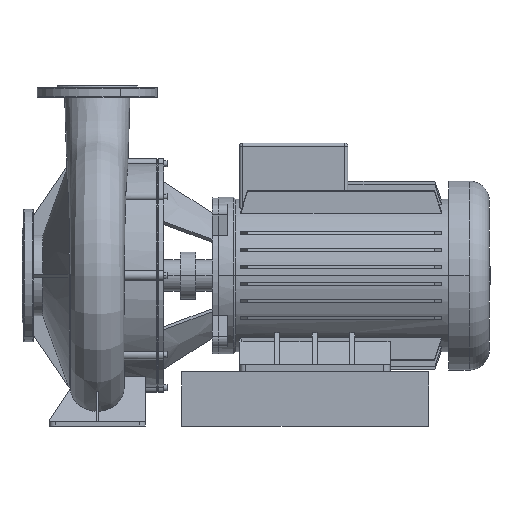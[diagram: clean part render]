
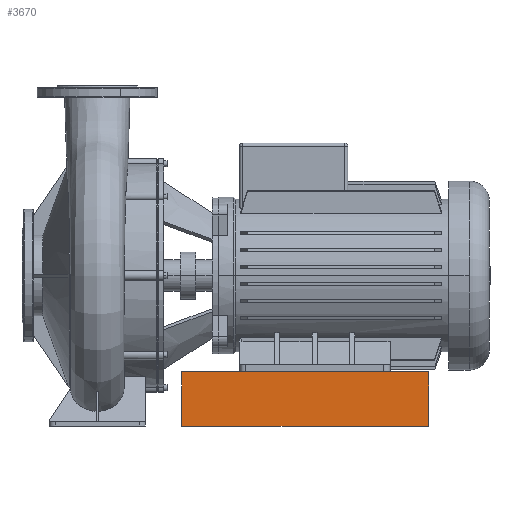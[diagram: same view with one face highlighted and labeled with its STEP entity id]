
A CAD part, front view. The second image highlights one B-rep face of the part: STEP entity #3670.
In plain terms, the highlighted free-form (B-spline) face has degree [1, 1] with [2, 2] control points.
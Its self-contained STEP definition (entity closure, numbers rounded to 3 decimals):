
#3552=CARTESIAN_POINT('',(550.0,-160.,90.0));
#3553=VERTEX_POINT('',#3552);
#3562=CARTESIAN_POINT('',(550.0,-160.,0.0));
#3563=VERTEX_POINT('',#3562);
#3564=CARTESIAN_POINT('',(550.0,-160.,0.0));
#3565=DIRECTION('',(0.0,0.0,1.0));
#3566=VECTOR('',#3565,90.0);
#3567=LINE('',#3564,#3566);
#3568=EDGE_CURVE('',#3563,#3553,#3567,.T.);
#3623=CARTESIAN_POINT('',(140.0,-160.0,90.0));
#3624=VERTEX_POINT('',#3623);
#3632=CARTESIAN_POINT('',(140.0,-160.0,0.0));
#3633=VERTEX_POINT('',#3632);
#3640=CARTESIAN_POINT('',(140.0,-160.0,0.0));
#3641=DIRECTION('',(0.0,0.0,1.0));
#3642=VECTOR('',#3641,90.0);
#3643=LINE('',#3640,#3642);
#3644=EDGE_CURVE('',#3633,#3624,#3643,.T.);
#3649=CARTESIAN_POINT('',(550.0,-160.,0.0));
#3650=CARTESIAN_POINT('',(550.0,-160.,90.0));
#3651=CARTESIAN_POINT('',(140.0,-160.0,0.0));
#3652=CARTESIAN_POINT('',(140.0,-160.0,90.0));
#3653=B_SPLINE_SURFACE_WITH_KNOTS('',1,1,((#3649,#3651),(#3650,#3652)),.UNSPECIFIED.,.F.,.F.,.U.,(2,2),(2,2),(0.0,90.0),(0.0,410.0),.UNSPECIFIED.);
#3654=CARTESIAN_POINT('',(140.0,-160.0,90.0));
#3655=DIRECTION('',(1.0,0.0,0.0));
#3656=VECTOR('',#3655,410.0);
#3657=LINE('',#3654,#3656);
#3658=EDGE_CURVE('',#3624,#3553,#3657,.T.);
#3659=ORIENTED_EDGE('',*,*,#3658,.F.);
#3660=ORIENTED_EDGE('',*,*,#3644,.F.);
#3661=CARTESIAN_POINT('',(140.0,-160.0,0.0));
#3662=DIRECTION('',(1.0,0.0,0.0));
#3663=VECTOR('',#3662,410.0);
#3664=LINE('',#3661,#3663);
#3665=EDGE_CURVE('',#3633,#3563,#3664,.T.);
#3666=ORIENTED_EDGE('',*,*,#3665,.T.);
#3667=ORIENTED_EDGE('',*,*,#3568,.T.);
#3668=EDGE_LOOP('',(#3659,#3660,#3666,#3667));
#3669=FACE_OUTER_BOUND('',#3668,.T.);
#3670=ADVANCED_FACE('',(#3669),#3653,.T.);
